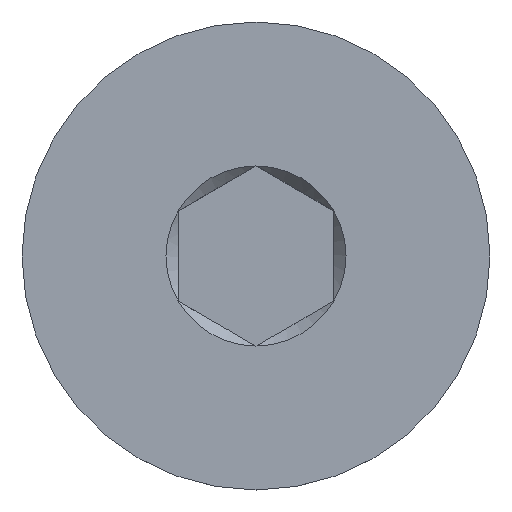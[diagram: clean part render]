
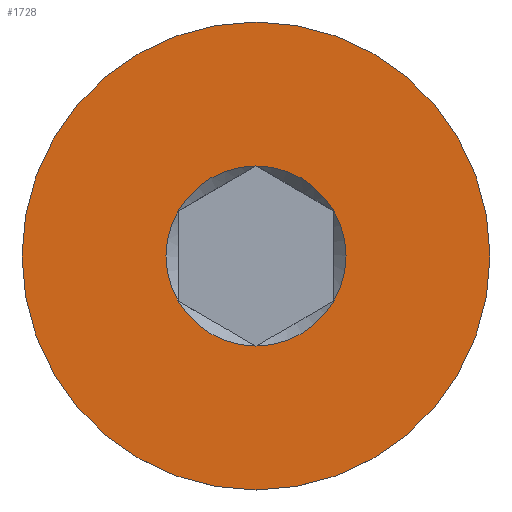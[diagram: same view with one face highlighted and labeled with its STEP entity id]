
A CAD part, top view. The second image highlights one B-rep face of the part: STEP entity #1728.
In plain terms, the highlighted planar face has unit normal (0, 0, 1).
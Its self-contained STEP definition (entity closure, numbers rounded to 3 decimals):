
#17=FACE_BOUND('',#293,.T.);
#18=PLANE('',#1858);
#196=FACE_OUTER_BOUND('',#292,.T.);
#292=EDGE_LOOP('',(#1359,#1360));
#293=EDGE_LOOP('',(#1361,#1362,#1363,#1364,#1365,#1366));
#318=CIRCLE('',#1849,1.155);
#319=CIRCLE('',#1851,3.);
#320=CIRCLE('',#1852,3.);
#325=CIRCLE('',#1859,1.155);
#326=CIRCLE('',#1860,1.155);
#327=CIRCLE('',#1861,1.155);
#328=CIRCLE('',#1862,1.155);
#329=CIRCLE('',#1863,1.155);
#745=VERTEX_POINT('',#10024);
#746=VERTEX_POINT('',#10025);
#747=VERTEX_POINT('',#10031);
#748=VERTEX_POINT('',#10032);
#754=VERTEX_POINT('',#10086);
#755=VERTEX_POINT('',#10088);
#756=VERTEX_POINT('',#10090);
#757=VERTEX_POINT('',#10092);
#998=EDGE_CURVE('',#745,#746,#318,.T.);
#999=EDGE_CURVE('',#747,#748,#319,.T.);
#1000=EDGE_CURVE('',#748,#747,#320,.T.);
#1009=EDGE_CURVE('',#746,#754,#325,.T.);
#1010=EDGE_CURVE('',#754,#755,#326,.T.);
#1011=EDGE_CURVE('',#755,#756,#327,.T.);
#1012=EDGE_CURVE('',#756,#757,#328,.T.);
#1013=EDGE_CURVE('',#757,#745,#329,.T.);
#1359=ORIENTED_EDGE('',*,*,#999,.T.);
#1360=ORIENTED_EDGE('',*,*,#1000,.T.);
#1361=ORIENTED_EDGE('',*,*,#1009,.T.);
#1362=ORIENTED_EDGE('',*,*,#1010,.T.);
#1363=ORIENTED_EDGE('',*,*,#1011,.T.);
#1364=ORIENTED_EDGE('',*,*,#1012,.T.);
#1365=ORIENTED_EDGE('',*,*,#1013,.T.);
#1366=ORIENTED_EDGE('',*,*,#998,.T.);
#1728=ADVANCED_FACE('',(#196,#17),#18,.F.);
#1849=AXIS2_PLACEMENT_3D('',#10029,#2121,#2122);
#1851=AXIS2_PLACEMENT_3D('',#10033,#2125,#2126);
#1852=AXIS2_PLACEMENT_3D('',#10034,#2127,#2128);
#1858=AXIS2_PLACEMENT_3D('',#10085,#2141,#2142);
#1859=AXIS2_PLACEMENT_3D('',#10087,#2143,#2144);
#1860=AXIS2_PLACEMENT_3D('',#10089,#2145,#2146);
#1861=AXIS2_PLACEMENT_3D('',#10091,#2147,#2148);
#1862=AXIS2_PLACEMENT_3D('',#10093,#2149,#2150);
#1863=AXIS2_PLACEMENT_3D('',#10094,#2151,#2152);
#2121=DIRECTION('center_axis',(0.,0.,-1.));
#2122=DIRECTION('ref_axis',(-1.,0.,0.));
#2125=DIRECTION('center_axis',(0.,0.,1.));
#2126=DIRECTION('ref_axis',(0.,-1.,0.));
#2127=DIRECTION('center_axis',(0.,0.,1.));
#2128=DIRECTION('ref_axis',(0.,-1.,0.));
#2141=DIRECTION('center_axis',(0.,0.,-1.));
#2142=DIRECTION('ref_axis',(0.,1.,0.));
#2143=DIRECTION('center_axis',(0.,0.,-1.));
#2144=DIRECTION('ref_axis',(-1.,0.,0.));
#2145=DIRECTION('center_axis',(0.,0.,-1.));
#2146=DIRECTION('ref_axis',(-1.,0.,0.));
#2147=DIRECTION('center_axis',(0.,0.,-1.));
#2148=DIRECTION('ref_axis',(-1.,0.,0.));
#2149=DIRECTION('center_axis',(0.,0.,-1.));
#2150=DIRECTION('ref_axis',(-1.,0.,0.));
#2151=DIRECTION('center_axis',(0.,0.,-1.));
#2152=DIRECTION('ref_axis',(-1.,0.,0.));
#10024=CARTESIAN_POINT('',(-1.,-0.577,10.));
#10025=CARTESIAN_POINT('',(-1.,0.577,10.));
#10029=CARTESIAN_POINT('Origin',(0.,0.,10.));
#10031=CARTESIAN_POINT('',(0.,-3.,10.));
#10032=CARTESIAN_POINT('',(0.,3.,10.));
#10033=CARTESIAN_POINT('Origin',(0.,0.,10.));
#10034=CARTESIAN_POINT('Origin',(0.,0.,10.));
#10085=CARTESIAN_POINT('Origin',(0.,0.,
10.));
#10086=CARTESIAN_POINT('',(0.,1.155,10.));
#10087=CARTESIAN_POINT('Origin',(0.,0.,10.));
#10088=CARTESIAN_POINT('',(1.,0.577,10.));
#10089=CARTESIAN_POINT('Origin',(0.,0.,10.));
#10090=CARTESIAN_POINT('',(1.,-0.577,10.));
#10091=CARTESIAN_POINT('Origin',(0.,0.,10.));
#10092=CARTESIAN_POINT('',(0.,-1.155,10.));
#10093=CARTESIAN_POINT('Origin',(0.,0.,10.));
#10094=CARTESIAN_POINT('Origin',(0.,0.,10.));
